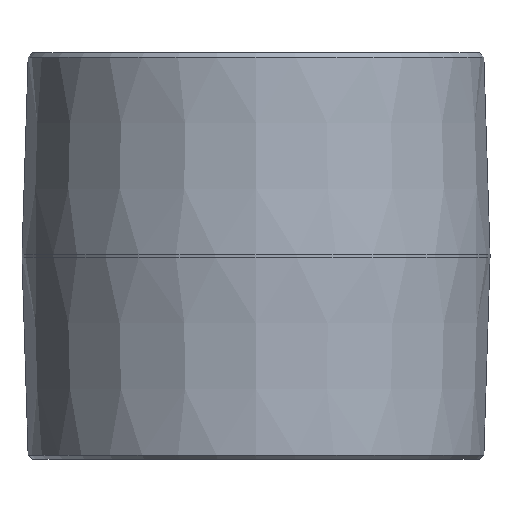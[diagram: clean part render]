
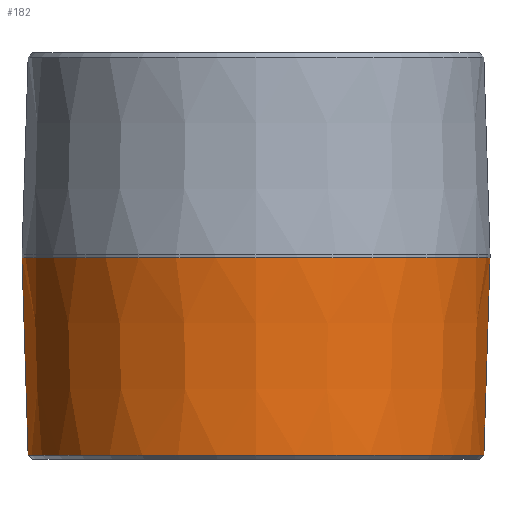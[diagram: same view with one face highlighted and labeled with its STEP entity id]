
A CAD part, front view. The second image highlights one B-rep face of the part: STEP entity #182.
In plain terms, the highlighted conical face has half-angle 1.78 degrees and reference radius 36.576 mm.
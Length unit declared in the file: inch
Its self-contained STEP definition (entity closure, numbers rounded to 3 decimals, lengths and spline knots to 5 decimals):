
#3 = ORIENTED_EDGE ( 'NONE', *, *, #23, .T. ) ;
#23 = EDGE_CURVE ( 'NONE', #176, #332, #102, .T. ) ;
#36 = LINE ( 'NONE', #384, #95 ) ;
#47 = DIRECTION ( 'NONE',  ( 0., 0., 1. ) ) ;
#54 = CARTESIAN_POINT ( 'NONE',  ( -1.44, 0., 1.24 ) ) ;
#78 = CONICAL_SURFACE ( 'NONE', #448, 1.44, 0.031 ) ;
#95 = VECTOR ( 'NONE', #161, 39.37008 ) ;
#102 = CIRCLE ( 'NONE', #246, 1.44 ) ;
#121 = CARTESIAN_POINT ( 'NONE',  ( 1.40224, 0., 0.02499 ) ) ;
#133 = EDGE_CURVE ( 'NONE', #219, #176, #36, .T. ) ;
#143 = CARTESIAN_POINT ( 'NONE',  ( 0., 0., 0.02499 ) ) ;
#161 = DIRECTION ( 'NONE',  ( 0.031, 0., 1. ) ) ;
#163 = DIRECTION ( 'NONE',  ( 0., 0., 1. ) ) ;
#174 = EDGE_LOOP ( 'NONE', ( #444, #539, #470, #3 ) ) ;
#176 = VERTEX_POINT ( 'NONE', #294 ) ;
#178 = AXIS2_PLACEMENT_3D ( 'NONE', #143, #47, #348 ) ;
#182 = ADVANCED_FACE ( 'NONE', ( #459 ), #78, .T. ) ;
#189 = DIRECTION ( 'NONE',  ( -0.031, 0., 1. ) ) ;
#198 = CARTESIAN_POINT ( 'NONE',  ( 0., 0., 1.24 ) ) ;
#219 = VERTEX_POINT ( 'NONE', #121 ) ;
#234 = VERTEX_POINT ( 'NONE', #285 ) ;
#237 = LINE ( 'NONE', #277, #380 ) ;
#246 = AXIS2_PLACEMENT_3D ( 'NONE', #198, #536, #477 ) ;
#277 = CARTESIAN_POINT ( 'NONE',  ( -1.44, 0., 1.24 ) ) ;
#285 = CARTESIAN_POINT ( 'NONE',  ( -1.40224, 0., 0.02499 ) ) ;
#294 = CARTESIAN_POINT ( 'NONE',  ( 1.44, 0., 1.24 ) ) ;
#332 = VERTEX_POINT ( 'NONE', #54 ) ;
#348 = DIRECTION ( 'NONE',  ( -1., 0., 0. ) ) ;
#380 = VECTOR ( 'NONE', #189, 39.37008 ) ;
#384 = CARTESIAN_POINT ( 'NONE',  ( 1.44, 0., 1.24 ) ) ;
#396 = EDGE_CURVE ( 'NONE', #234, #219, #438, .T. ) ;
#438 = CIRCLE ( 'NONE', #178, 1.40224 ) ;
#440 = EDGE_CURVE ( 'NONE', #234, #332, #237, .T. ) ;
#444 = ORIENTED_EDGE ( 'NONE', *, *, #440, .F. ) ;
#448 = AXIS2_PLACEMENT_3D ( 'NONE', #508, #163, #551 ) ;
#459 = FACE_OUTER_BOUND ( 'NONE', #174, .T. ) ;
#470 = ORIENTED_EDGE ( 'NONE', *, *, #133, .T. ) ;
#477 = DIRECTION ( 'NONE',  ( -1., 0., 0. ) ) ;
#508 = CARTESIAN_POINT ( 'NONE',  ( 0., 0., 1.24 ) ) ;
#536 = DIRECTION ( 'NONE',  ( 0., 0., -1. ) ) ;
#539 = ORIENTED_EDGE ( 'NONE', *, *, #396, .T. ) ;
#551 = DIRECTION ( 'NONE',  ( 1., 0., 0. ) ) ;
